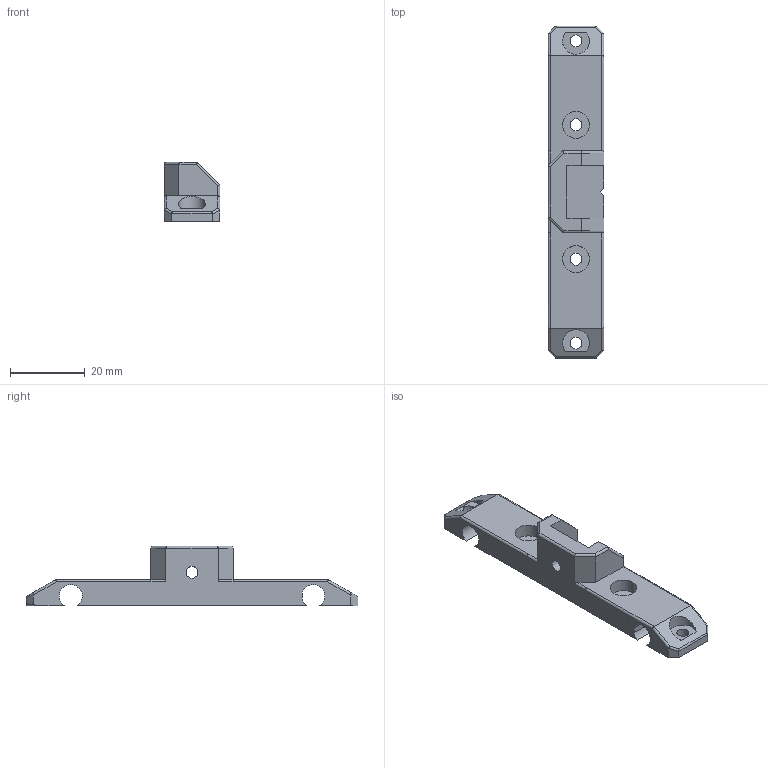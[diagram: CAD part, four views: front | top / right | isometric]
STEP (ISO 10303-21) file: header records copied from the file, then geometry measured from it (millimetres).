
FILE_DESCRIPTION(('FreeCAD Model'),'2;1');
FILE_NAME('Open CASCADE Shape Model','2024-05-04T18:03:37',(''),(''), 'Open CASCADE STEP processor 7.6','FreeCAD','Unknown');
FILE_SCHEMA(('AUTOMOTIVE_DESIGN { 1 0 10303 214 1 1 1 1 }'));
Length unit declared in the file: millimetre
Products named in the file (1): idler+rod.holders
Bounding box: 15 x 89 x 16 mm (x, y, z)
Volume: 8048.6 mm3; surface area: 5258.5 mm2
Topology: 1 solids, 1 shells, 74 faces, 194 edges, 125 vertices
Faces by surface type: cylinder 39, plane 34, sphere 1
Full cylindrical faces by diameter (mm): 3.2 x5, 7.2 x2
Entity records: 5130 total; most frequent: CARTESIAN_POINT 1321, DIRECTION 687, LINE 388, VECTOR 388, ORIENTED_EDGE 386, PCURVE 386, DEFINITIONAL_REPRESENTATION 386, EDGE_CURVE 193
